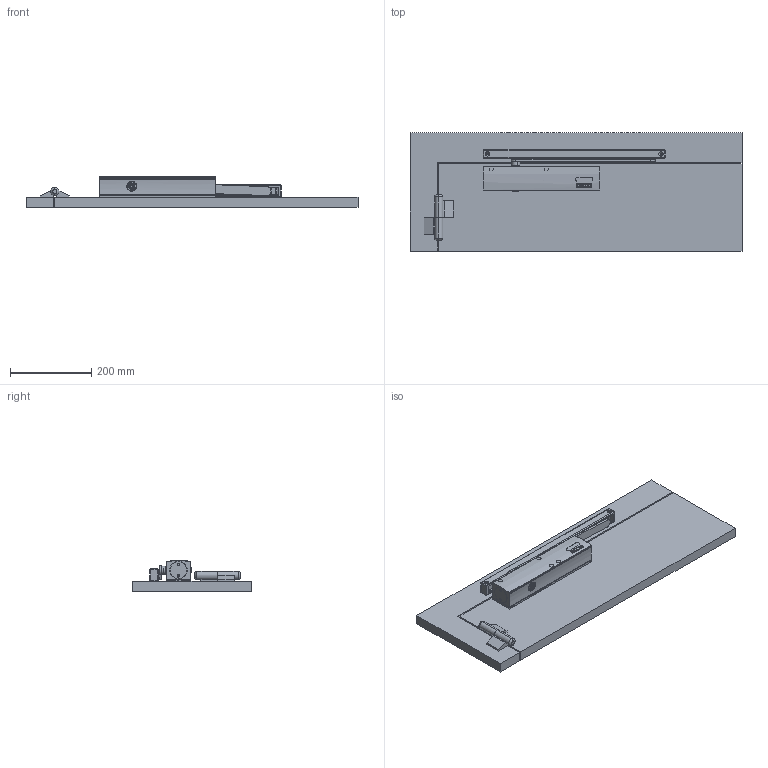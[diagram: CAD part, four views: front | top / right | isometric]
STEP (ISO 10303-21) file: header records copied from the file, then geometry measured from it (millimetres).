
FILE_DESCRIPTION(('CoCreate Modeling STEP Export'),'2;1');
FILE_NAME('TS_5000_M_Montageplatte.stp','2011-04-05T11:12:43',(''),(''),'CoCreate Modeling STEP processor for AP214 (Solid Model)','CoCreate Modeling 17.0B 09-Oct-2010 (C) Parametric Technology GmbH','');
FILE_SCHEMA(('AUTOMOTIVE_DESIGN { 1 0 10303 214 1 1 1 1 }'));
Length unit declared in the file: millimetre
Products named in the file (11): Fluegel; MONTAGEPLATTE_TS4000_TS5000; 20520-2-2170.1; 20510-2-2036_EZ1.1; 20521-6-0930_02; 20520-2-0203; 20521-2-0200; TS5000; Rahmen; 91420A328.1.1.1; TS5000-20520-K-001
Assembly tree (13 placements, depth 3):
  TS5000-20520-K-001
    91420A328.1.1.1  x4
    Rahmen
    TS5000
      20521-2-0200
      20520-2-0203
      20521-6-0930_02
      20510-2-2036_EZ1.1
      20520-2-2170.1
    MONTAGEPLATTE_TS4000_TS5000
    Fluegel
Bounding box: 819.5 x 291.4 x 76.43 mm (x, y, z)
Volume: 6985890.3 mm3; surface area: 810892.1 mm2
Topology: 12 solids, 12 shells, 3560 faces, 9634 edges, 6217 vertices
Faces by surface type: plane 2075, cylinder 739, cone 451, extrusion 178, torus 75, bspline 42
Entity records: 108550 total; most frequent: CARTESIAN_POINT 34626, ORIENTED_EDGE 16282, DIRECTION 13419, EDGE_CURVE 8141, VECTOR 6399, LINE 6221, VERTEX_POINT 5314, AXIS2_PLACEMENT_3D 3510
